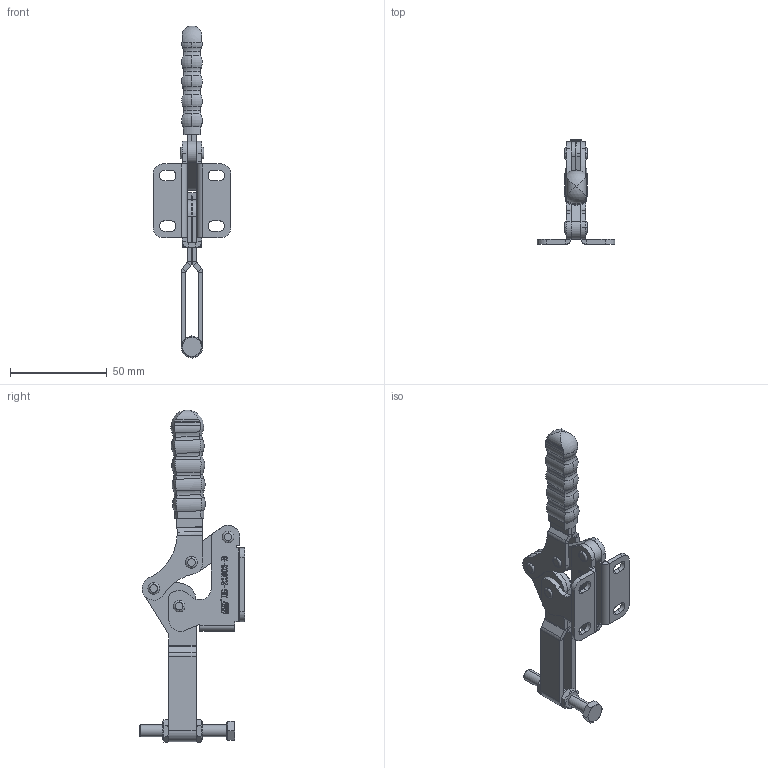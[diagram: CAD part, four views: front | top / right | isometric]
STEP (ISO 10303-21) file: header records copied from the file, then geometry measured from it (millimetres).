
FILE_DESCRIPTION (( 'STEP AP203' ), '1' );
FILE_NAME ('HS-21502-B 装配体.STEP', '2018-12-07T03:34:26', ( 'PCOS' ), ( '微软中国' ), 'SwSTEP 2.0', 'SolidWorks 2012', '' );
FILE_SCHEMA (( 'CONFIG_CONTROL_DESIGN' ));
Length unit declared in the file: millimetre
Products named in the file (10): HS-21502-B 蚾饜极; hex thin nuts-grades ab-chamfered gb_GB_FASTENER_NUT_STNAB M6-N; hexagon head bolts-full thread gb_GB_FASTENER_BOLT_STBAB A M6X45-N; 忒梟衵; 忒梟酘; 揤參; 种; 忒參; 蟀裝; 楊擘菁釱
Assembly tree (13 placements, depth 2):
  HS-21502-B 蚾饜极
    楊擘菁釱
    蟀裝
    忒參
    种  x4
    揤參
    忒梟酘
    忒梟衵
    hexagon head bolts-full thread gb_GB_FASTENER_BOLT_STBAB A M6X45-N
    hex thin nuts-grades ab-chamfered gb_GB_FASTENER_NUT_STNAB M6-N  x2
Bounding box: 40 x 54.15 x 171.18 mm (x, y, z)
Volume: 30752.2 mm3; surface area: 25142.6 mm2
Topology: 13 solids, 13 shells, 810 faces, 2068 edges, 1322 vertices
Faces by surface type: plane 381, cylinder 189, bspline 152, torus 60, cone 26, sphere 2
Entity records: 31013 total; most frequent: CARTESIAN_POINT 12164, ORIENTED_EDGE 3944, DIRECTION 3177, EDGE_CURVE 1972, VERTEX_POINT 1262, LINE 1139, VECTOR 1139, AXIS2_PLACEMENT_3D 1019
